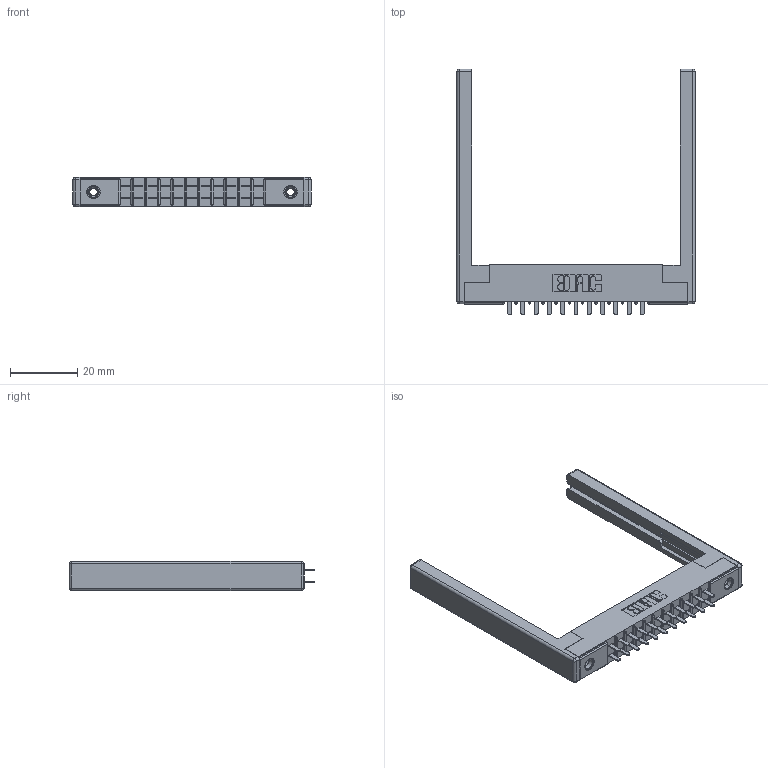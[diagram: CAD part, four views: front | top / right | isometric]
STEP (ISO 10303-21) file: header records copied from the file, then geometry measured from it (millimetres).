
FILE_DESCRIPTION (( 'STEP AP203' ), '1' );
FILE_NAME ('315-022-521-268.STEP', '2019-09-10T14:28:14', ( '' ), ( '' ), 'SwSTEP 2.0', 'SolidWorks 2016', '' );
FILE_SCHEMA (( 'CONFIG_CONTROL_DESIGN' ));
Length unit declared in the file: inch
Products named in the file (5): 345-250-001_345-250-001-102; 305-290-001_521; 315-022-521-268; 307-220-068; 305 Part_.156 Dia
Assembly tree (27 placements, depth 2):
  315-022-521-268
    305 Part_.156 Dia
    305-290-001_521  x22
    345-250-001_345-250-001-102  x2
    307-220-068  x2
Bounding box: 71.02 x 73.15 x 8.71 mm (x, y, z)
Volume: 9027.8 mm3; surface area: 11692 mm2
Topology: 27 solids, 27 shells, 1282 faces, 3599 edges, 2318 vertices
Faces by surface type: plane 750, cylinder 464, sphere 52, cone 12, torus 4
Entity records: 18323 total; most frequent: CARTESIAN_POINT 3004, ORIENTED_EDGE 2968, DIRECTION 2950, EDGE_CURVE 1484, LINE 1158, VECTOR 1158, VERTEX_POINT 950, AXIS2_PLACEMENT_3D 896
